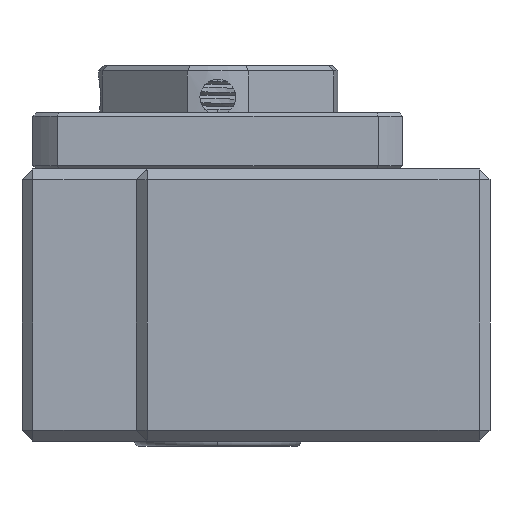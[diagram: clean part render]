
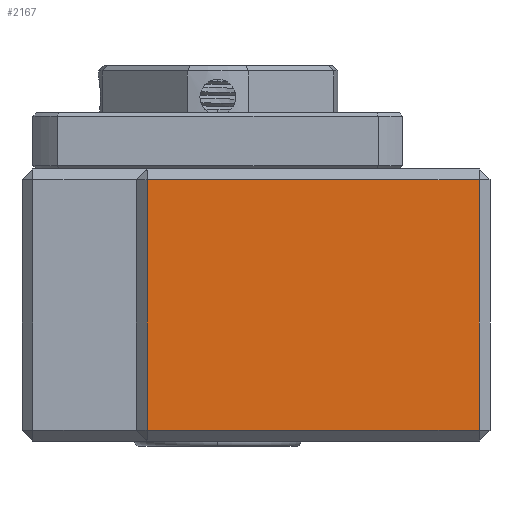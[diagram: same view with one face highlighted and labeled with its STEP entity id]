
A CAD part, left-side view. The second image highlights one B-rep face of the part: STEP entity #2167.
In plain terms, the highlighted planar face has unit normal (-1, 0, 0).
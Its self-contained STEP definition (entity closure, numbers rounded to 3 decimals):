
#1973 = VERTEX_POINT ( 'NONE', #18818 ) ;
#1995 = ORIENTED_EDGE ( 'NONE', *, *, #2082, .T. ) ;
#2014 = EDGE_LOOP ( 'NONE', ( #1995, #15747, #15402, #15020 ) ) ;
#2082 = EDGE_CURVE ( 'NONE', #1973, #15702, #19041, .T. ) ;
#2167 = ADVANCED_FACE ( 'NONE', ( #19194 ), #19193, .F. ) ;
#14083 = CARTESIAN_POINT ( 'NONE',  ( -30., 31.5, 11.5 ) ) ;
#14084 = DIRECTION ( 'NONE',  ( 0., 0., -1. ) ) ;
#14085 = VECTOR ( 'NONE', #14084, 1000. ) ;
#14086 = CARTESIAN_POINT ( 'NONE',  ( -30., 31.5, 12.5 ) ) ;
#14087 = LINE ( 'NONE', #14086, #14085 ) ;
#14140 = DIRECTION ( 'NONE',  ( 0., 0., 1. ) ) ;
#14141 = VECTOR ( 'NONE', #14140, 1000. ) ;
#14142 = CARTESIAN_POINT ( 'NONE',  ( -30., 1., 12.5 ) ) ;
#14143 = LINE ( 'NONE', #14142, #14141 ) ;
#14144 = CARTESIAN_POINT ( 'NONE',  ( -30., 1., 11.5 ) ) ;
#14145 = CARTESIAN_POINT ( 'NONE',  ( -30., 1., -11.5 ) ) ;
#14146 = DIRECTION ( 'NONE',  ( 0., 1., 0. ) ) ;
#14147 = VECTOR ( 'NONE', #14146, 1000. ) ;
#14148 = CARTESIAN_POINT ( 'NONE',  ( -30., 32.5, 11.5 ) ) ;
#14149 = LINE ( 'NONE', #14148, #14147 ) ;
#15020 = ORIENTED_EDGE ( 'NONE', *, *, #15104, .T. ) ;
#15104 = EDGE_CURVE ( 'NONE', #15119, #1973, #14087, .T. ) ;
#15119 = VERTEX_POINT ( 'NONE', #14083 ) ;
#15380 = EDGE_CURVE ( 'NONE', #15820, #15119, #14149, .T. ) ;
#15402 = ORIENTED_EDGE ( 'NONE', *, *, #15380, .T. ) ;
#15702 = VERTEX_POINT ( 'NONE', #14145 ) ;
#15747 = ORIENTED_EDGE ( 'NONE', *, *, #15904, .T. ) ;
#15820 = VERTEX_POINT ( 'NONE', #14144 ) ;
#15904 = EDGE_CURVE ( 'NONE', #15702, #15820, #14143, .T. ) ;
#18818 = CARTESIAN_POINT ( 'NONE',  ( -30., 31.5, -11.5 ) ) ;
#19038 = DIRECTION ( 'NONE',  ( 0., -1., 0. ) ) ;
#19039 = VECTOR ( 'NONE', #19038, 1000. ) ;
#19040 = CARTESIAN_POINT ( 'NONE',  ( -30., 32.5, -11.5 ) ) ;
#19041 = LINE ( 'NONE', #19040, #19039 ) ;
#19188 = DIRECTION ( 'NONE',  ( 0., 1., 0. ) ) ;
#19189 = DIRECTION ( 'NONE',  ( 1., 0., 0. ) ) ;
#19190 = AXIS2_PLACEMENT_3D ( 'NONE', #19192, #19189, #19188 ) ;
#19192 = CARTESIAN_POINT ( 'NONE',  ( -30., 32.5, 12.5 ) ) ;
#19193 = PLANE ( 'NONE',  #19190 ) ;
#19194 = FACE_OUTER_BOUND ( 'NONE', #2014, .T. ) ;
